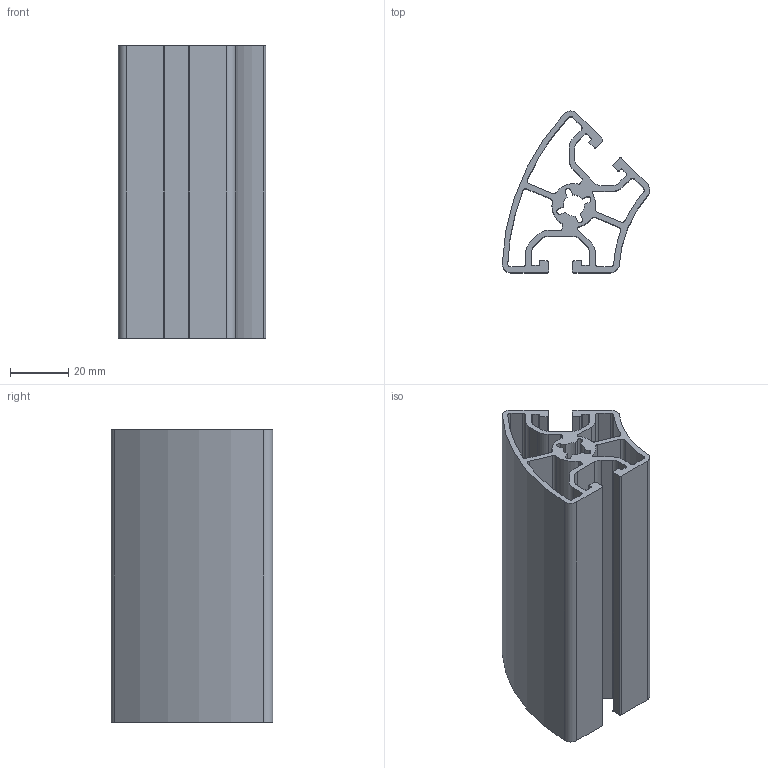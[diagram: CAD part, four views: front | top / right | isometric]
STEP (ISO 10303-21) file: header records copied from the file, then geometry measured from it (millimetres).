
FILE_DESCRIPTION(/* description */ ('Profil 40 R40x45°'),/* implementation_level */ '2;1');
FILE_NAME(/* name */ '154045.stp',/* time_stamp */ '2018-04-29T17:11:57+02:00',/* author */ ('Roudná'),/* organization */ ('Alutec K&K'),/* preprocessor_version */ 'ST-DEVELOPER v16.1',/* originating_system */ 'Autodesk Inventor 2016',/* authorisation */ '');
FILE_SCHEMA (('AUTOMOTIVE_DESIGN { 1 0 10303 214 3 1 1 }'));
Length unit declared in the file: millimetre
Products named in the file (1): 154045
Bounding box: 50.48 x 55.28 x 100 mm (x, y, z)
Volume: 63097.3 mm3; surface area: 57144 mm2
Topology: 1 solids, 1 shells, 134 faces, 396 edges, 264 vertices
Faces by surface type: cylinder 76, plane 58
Entity records: 4576 total; most frequent: DIRECTION 818, CARTESIAN_POINT 795, ORIENTED_EDGE 792, EDGE_CURVE 396, AXIS2_PLACEMENT_3D 287, VERTEX_POINT 264, LINE 244, VECTOR 244
